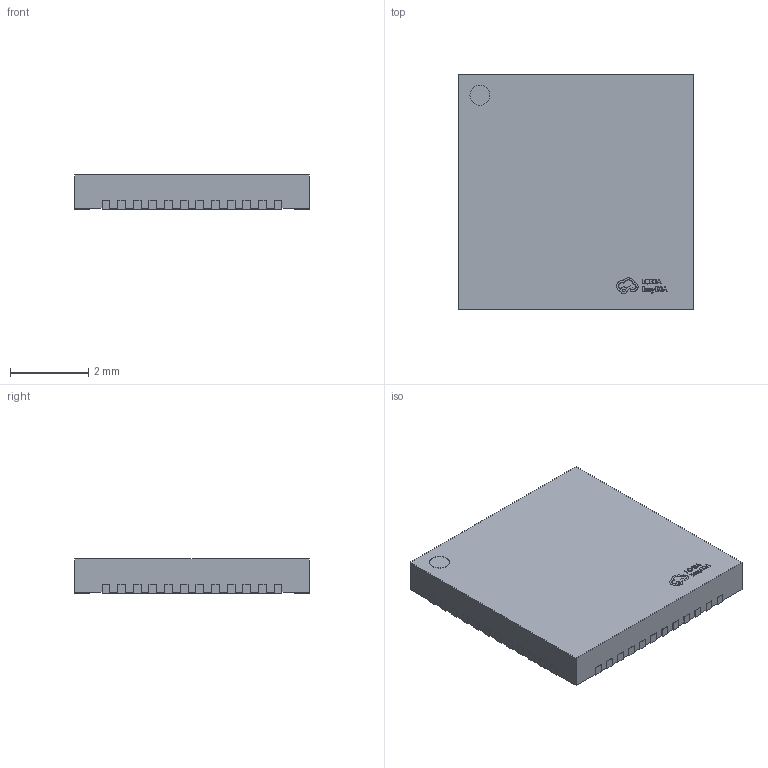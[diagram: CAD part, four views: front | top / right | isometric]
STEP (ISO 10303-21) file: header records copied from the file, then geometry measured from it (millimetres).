
FILE_DESCRIPTION (( 'STEP AP214' ), '1' );
FILE_NAME ('QFN-48_L6.0-W6.0-P0.40-TL-EP4.2.step', '2022-07-15T03:30:42', ( '' ), ( '' ), 'SwSTEP 2.0', 'SolidWorks 2020', '' );
FILE_SCHEMA (( 'AUTOMOTIVE_DESIGN' ));
Length unit declared in the file: millimetre
Products named in the file (1): QFN-48_L6.0-W6.0-P0.40-TL-EP4.2
Bounding box: 6.02 x 6.02 x 0.87 mm (x, y, z)
Volume: 31.1 mm3; surface area: 94.6 mm2
Topology: 14 solids, 14 shells, 693 faces, 1968 edges, 1312 vertices
Faces by surface type: plane 477, bspline 114, cylinder 102
Entity records: 27092 total; most frequent: CARTESIAN_POINT 6336, ORIENTED_EDGE 3936, DIRECTION 3100, EDGE_CURVE 1968, VECTOR 1532, LINE 1532, VERTEX_POINT 1312, AXIS2_PLACEMENT_3D 784
